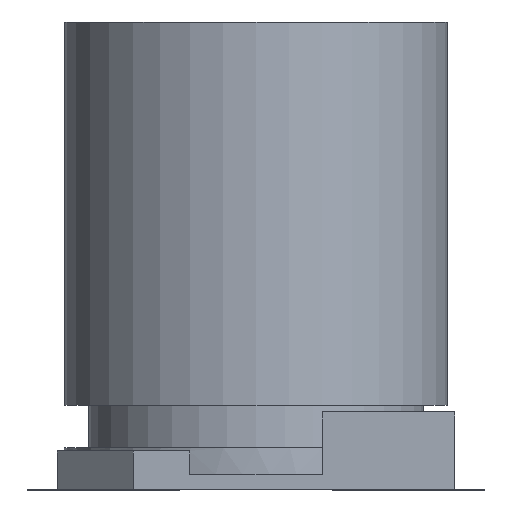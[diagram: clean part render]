
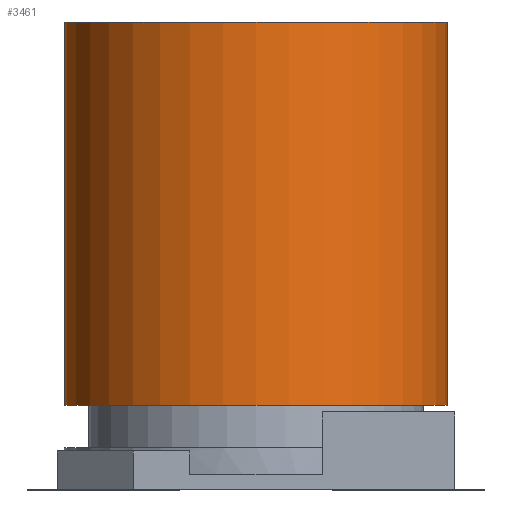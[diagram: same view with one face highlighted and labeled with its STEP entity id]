
A CAD part, front view. The second image highlights one B-rep face of the part: STEP entity #3461.
In plain terms, the highlighted cylindrical face has radius 3.275 mm (diameter 6.55 mm), a full revolution.
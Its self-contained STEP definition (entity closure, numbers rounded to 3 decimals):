
#3112 = PLANE('',#3113);
#3113 = AXIS2_PLACEMENT_3D('',#3114,#3115,#3116);
#3114 = CARTESIAN_POINT('',(0.,0.,1.449));
#3115 = DIRECTION('',(0.,0.,1.));
#3116 = DIRECTION('',(1.,0.,0.));
#3421 = EDGE_CURVE('',#3422,#3422,#3424,.T.);
#3422 = VERTEX_POINT('',#3423);
#3423 = CARTESIAN_POINT('',(3.275,0.,1.449));
#3424 = SURFACE_CURVE('',#3425,(#3430,#3437),.PCURVE_S1.);
#3425 = CIRCLE('',#3426,3.275);
#3426 = AXIS2_PLACEMENT_3D('',#3427,#3428,#3429);
#3427 = CARTESIAN_POINT('',(0.,0.,1.449));
#3428 = DIRECTION('',(0.,0.,1.));
#3429 = DIRECTION('',(1.,0.,0.));
#3430 = PCURVE('',#3112,#3431);
#3431 = DEFINITIONAL_REPRESENTATION('',(#3432),#3436);
#3432 = CIRCLE('',#3433,3.275);
#3433 = AXIS2_PLACEMENT_2D('',#3434,#3435);
#3434 = CARTESIAN_POINT('',(0.,0.));
#3435 = DIRECTION('',(1.,0.));
#3436 = ( GEOMETRIC_REPRESENTATION_CONTEXT(2) 
PARAMETRIC_REPRESENTATION_CONTEXT() REPRESENTATION_CONTEXT('2D SPACE',''
  ) );
#3437 = PCURVE('',#3438,#3443);
#3438 = CYLINDRICAL_SURFACE('',#3439,3.275);
#3439 = AXIS2_PLACEMENT_3D('',#3440,#3441,#3442);
#3440 = CARTESIAN_POINT('',(0.,0.,1.449));
#3441 = DIRECTION('',(0.,0.,1.));
#3442 = DIRECTION('',(1.,0.,0.));
#3443 = DEFINITIONAL_REPRESENTATION('',(#3444),#3448);
#3444 = LINE('',#3445,#3446);
#3445 = CARTESIAN_POINT('',(0.,0.));
#3446 = VECTOR('',#3447,1.);
#3447 = DIRECTION('',(1.,0.));
#3448 = ( GEOMETRIC_REPRESENTATION_CONTEXT(2) 
PARAMETRIC_REPRESENTATION_CONTEXT() REPRESENTATION_CONTEXT('2D SPACE',''
  ) );
#3461 = ADVANCED_FACE('',(#3462),#3438,.T.);
#3462 = FACE_BOUND('',#3463,.T.);
#3463 = EDGE_LOOP('',(#3464,#3465,#3488,#3515));
#3464 = ORIENTED_EDGE('',*,*,#3421,.T.);
#3465 = ORIENTED_EDGE('',*,*,#3466,.T.);
#3466 = EDGE_CURVE('',#3422,#3467,#3469,.T.);
#3467 = VERTEX_POINT('',#3468);
#3468 = CARTESIAN_POINT('',(3.275,0.,7.999));
#3469 = SEAM_CURVE('',#3470,(#3474,#3481),.PCURVE_S1.);
#3470 = LINE('',#3471,#3472);
#3471 = CARTESIAN_POINT('',(3.275,0.,1.449));
#3472 = VECTOR('',#3473,1.);
#3473 = DIRECTION('',(0.,0.,1.));
#3474 = PCURVE('',#3438,#3475);
#3475 = DEFINITIONAL_REPRESENTATION('',(#3476),#3480);
#3476 = LINE('',#3477,#3478);
#3477 = CARTESIAN_POINT('',(0.,0.));
#3478 = VECTOR('',#3479,1.);
#3479 = DIRECTION('',(0.,1.));
#3480 = ( GEOMETRIC_REPRESENTATION_CONTEXT(2) 
PARAMETRIC_REPRESENTATION_CONTEXT() REPRESENTATION_CONTEXT('2D SPACE',''
  ) );
#3481 = PCURVE('',#3438,#3482);
#3482 = DEFINITIONAL_REPRESENTATION('',(#3483),#3487);
#3483 = LINE('',#3484,#3485);
#3484 = CARTESIAN_POINT('',(6.283,0.));
#3485 = VECTOR('',#3486,1.);
#3486 = DIRECTION('',(0.,1.));
#3487 = ( GEOMETRIC_REPRESENTATION_CONTEXT(2) 
PARAMETRIC_REPRESENTATION_CONTEXT() REPRESENTATION_CONTEXT('2D SPACE',''
  ) );
#3488 = ORIENTED_EDGE('',*,*,#3489,.F.);
#3489 = EDGE_CURVE('',#3467,#3467,#3490,.T.);
#3490 = SURFACE_CURVE('',#3491,(#3496,#3503),.PCURVE_S1.);
#3491 = CIRCLE('',#3492,3.275);
#3492 = AXIS2_PLACEMENT_3D('',#3493,#3494,#3495);
#3493 = CARTESIAN_POINT('',(0.,0.,7.999));
#3494 = DIRECTION('',(0.,0.,1.));
#3495 = DIRECTION('',(1.,0.,0.));
#3496 = PCURVE('',#3438,#3497);
#3497 = DEFINITIONAL_REPRESENTATION('',(#3498),#3502);
#3498 = LINE('',#3499,#3500);
#3499 = CARTESIAN_POINT('',(0.,6.55));
#3500 = VECTOR('',#3501,1.);
#3501 = DIRECTION('',(1.,0.));
#3502 = ( GEOMETRIC_REPRESENTATION_CONTEXT(2) 
PARAMETRIC_REPRESENTATION_CONTEXT() REPRESENTATION_CONTEXT('2D SPACE',''
  ) );
#3503 = PCURVE('',#3504,#3509);
#3504 = PLANE('',#3505);
#3505 = AXIS2_PLACEMENT_3D('',#3506,#3507,#3508);
#3506 = CARTESIAN_POINT('',(0.,0.,7.999));
#3507 = DIRECTION('',(0.,0.,1.));
#3508 = DIRECTION('',(1.,0.,0.));
#3509 = DEFINITIONAL_REPRESENTATION('',(#3510),#3514);
#3510 = CIRCLE('',#3511,3.275);
#3511 = AXIS2_PLACEMENT_2D('',#3512,#3513);
#3512 = CARTESIAN_POINT('',(0.,0.));
#3513 = DIRECTION('',(1.,0.));
#3514 = ( GEOMETRIC_REPRESENTATION_CONTEXT(2) 
PARAMETRIC_REPRESENTATION_CONTEXT() REPRESENTATION_CONTEXT('2D SPACE',''
  ) );
#3515 = ORIENTED_EDGE('',*,*,#3466,.F.);
